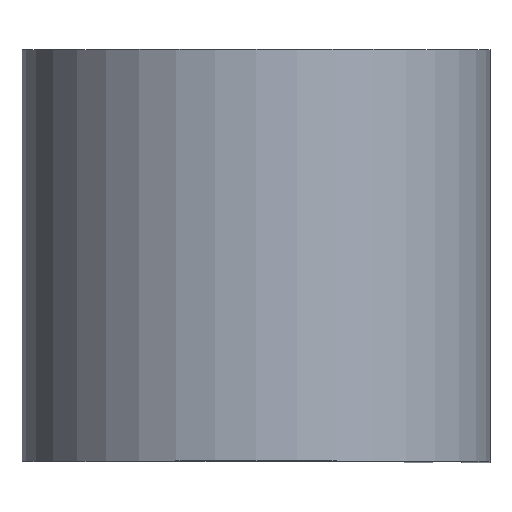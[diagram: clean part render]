
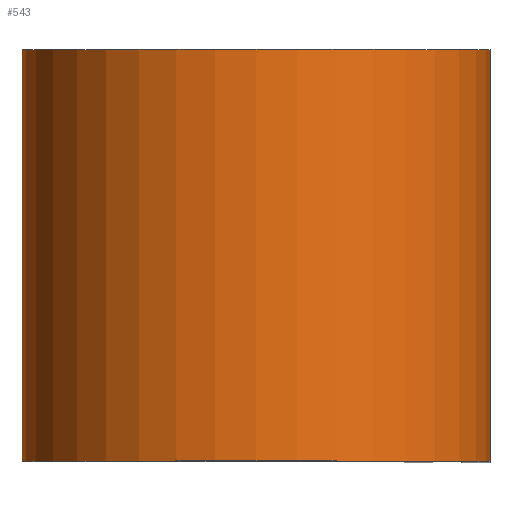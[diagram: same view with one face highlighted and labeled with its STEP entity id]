
A CAD part, top view. The second image highlights one B-rep face of the part: STEP entity #543.
In plain terms, the highlighted cylindrical face has radius 12.636 mm (diameter 25.273 mm), a partial arc.
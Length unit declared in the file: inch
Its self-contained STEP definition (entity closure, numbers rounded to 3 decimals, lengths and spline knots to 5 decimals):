
#6 = CARTESIAN_POINT ( 'NONE',  ( 0., -0.4375, -0.4975 ) ) ;
#23 = CIRCLE ( 'NONE', #394, 0.4975 ) ;
#31 = CARTESIAN_POINT ( 'NONE',  ( 0., -0.4375, 0. ) ) ;
#34 = DIRECTION ( 'NONE',  ( 0., 1., 0. ) ) ;
#37 = DIRECTION ( 'NONE',  ( 1., 0., 0. ) ) ;
#38 = CIRCLE ( 'NONE', #356, 0.4975 ) ;
#97 = EDGE_CURVE ( 'NONE', #229, #121, #23, .T. ) ;
#99 = VECTOR ( 'NONE', #444, 39.37008 ) ;
#118 = CYLINDRICAL_SURFACE ( 'NONE', #431, 0.4975 ) ;
#121 = VERTEX_POINT ( 'NONE', #392 ) ;
#148 = CARTESIAN_POINT ( 'NONE',  ( 0., 0.4375, 0. ) ) ;
#175 = EDGE_LOOP ( 'NONE', ( #496, #187, #321, #529 ) ) ;
#187 = ORIENTED_EDGE ( 'NONE', *, *, #546, .F. ) ;
#229 = VERTEX_POINT ( 'NONE', #342 ) ;
#237 = CARTESIAN_POINT ( 'NONE',  ( 0., 0.4375, 0. ) ) ;
#287 = VERTEX_POINT ( 'NONE', #368 ) ;
#295 = VECTOR ( 'NONE', #526, 39.37008 ) ;
#299 = DIRECTION ( 'NONE',  ( 1., 0., 0. ) ) ;
#306 = EDGE_CURVE ( 'NONE', #491, #287, #38, .T. ) ;
#317 = FACE_OUTER_BOUND ( 'NONE', #175, .T. ) ;
#321 = ORIENTED_EDGE ( 'NONE', *, *, #97, .F. ) ;
#342 = CARTESIAN_POINT ( 'NONE',  ( 0., 0.4375, -0.4975 ) ) ;
#356 = AXIS2_PLACEMENT_3D ( 'NONE', #31, #34, #37 ) ;
#368 = CARTESIAN_POINT ( 'NONE',  ( 0.4975, -0.4375, 0. ) ) ;
#390 = LINE ( 'NONE', #522, #99 ) ;
#392 = CARTESIAN_POINT ( 'NONE',  ( 0.4975, 0.4375, 0. ) ) ;
#394 = AXIS2_PLACEMENT_3D ( 'NONE', #237, #562, #299 ) ;
#404 = LINE ( 'NONE', #545, #295 ) ;
#431 = AXIS2_PLACEMENT_3D ( 'NONE', #148, #468, #592 ) ;
#444 = DIRECTION ( 'NONE',  ( 0., -1., 0. ) ) ;
#468 = DIRECTION ( 'NONE',  ( 0., -1., 0. ) ) ;
#491 = VERTEX_POINT ( 'NONE', #6 ) ;
#496 = ORIENTED_EDGE ( 'NONE', *, *, #306, .T. ) ;
#522 = CARTESIAN_POINT ( 'NONE',  ( 0., 0.4375, -0.4975 ) ) ;
#526 = DIRECTION ( 'NONE',  ( 0., -1., 0. ) ) ;
#529 = ORIENTED_EDGE ( 'NONE', *, *, #577, .T. ) ;
#543 = ADVANCED_FACE ( 'NONE', ( #317 ), #118, .T. ) ;
#545 = CARTESIAN_POINT ( 'NONE',  ( 0.4975, 0.4375, 0. ) ) ;
#546 = EDGE_CURVE ( 'NONE', #121, #287, #404, .T. ) ;
#562 = DIRECTION ( 'NONE',  ( 0., 1., 0. ) ) ;
#577 = EDGE_CURVE ( 'NONE', #229, #491, #390, .T. ) ;
#592 = DIRECTION ( 'NONE',  ( 0., 0., -1. ) ) ;
